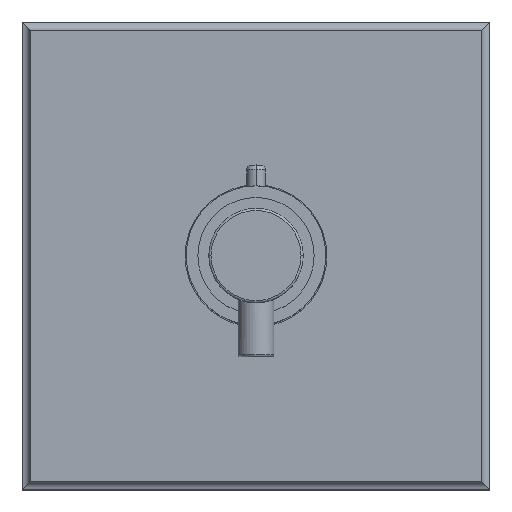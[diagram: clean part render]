
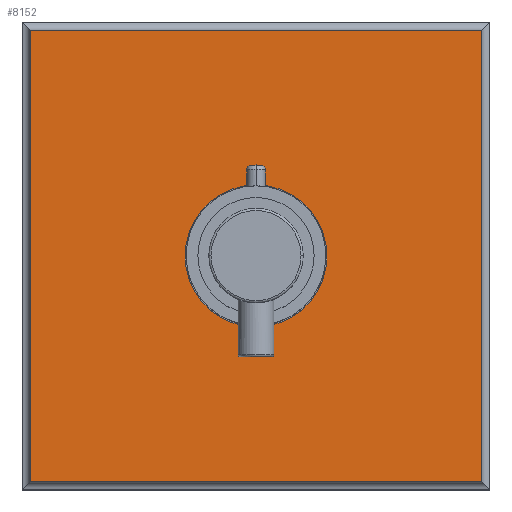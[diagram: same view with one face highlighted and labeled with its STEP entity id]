
A CAD part, top view. The second image highlights one B-rep face of the part: STEP entity #8152.
In plain terms, the highlighted planar face has unit normal (0, 0, 1).
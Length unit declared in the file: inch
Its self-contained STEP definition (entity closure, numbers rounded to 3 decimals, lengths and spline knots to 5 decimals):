
#1271=CARTESIAN_POINT('',(0.,0.,0.313));
#1272=DIRECTION('',(0.,0.,-1.));
#1273=DIRECTION('',(-1.,0.,0.));
#1274=AXIS2_PLACEMENT_3D('',#1271,#1272,#1273);
#1276=CARTESIAN_POINT('',(0.,0.,0.313));
#1277=DIRECTION('',(0.,0.,-1.));
#1278=DIRECTION('',(1.,0.,0.));
#1279=AXIS2_PLACEMENT_3D('',#1276,#1277,#1278);
#1281=DIRECTION('',(0.,-1.,0.));
#1282=VECTOR('',#1281,6.27);
#1283=CARTESIAN_POINT('',(-3.135,3.135,0.313));
#1284=LINE('',#1283,#1282);
#1285=DIRECTION('',(1.,0.,0.));
#1286=VECTOR('',#1285,6.27);
#1287=CARTESIAN_POINT('',(-3.135,-3.135,0.313));
#1288=LINE('',#1287,#1286);
#1310=DIRECTION('',(0.,1.,0.));
#1311=VECTOR('',#1310,6.27);
#1312=CARTESIAN_POINT('',(3.135,-3.135,0.313));
#1313=LINE('',#1312,#1311);
#1335=DIRECTION('',(-1.,0.,0.));
#1336=VECTOR('',#1335,6.27);
#1337=CARTESIAN_POINT('',(3.135,3.135,0.313));
#1338=LINE('',#1337,#1336);
#5140=CARTESIAN_POINT('',(-3.135,3.135,0.313));
#5141=CARTESIAN_POINT('',(-3.135,-3.135,0.313));
#5142=VERTEX_POINT('',#5140);
#5143=VERTEX_POINT('',#5141);
#5148=CARTESIAN_POINT('',(3.135,-3.135,0.313));
#5149=VERTEX_POINT('',#5148);
#5152=CARTESIAN_POINT('',(3.135,3.135,0.313));
#5153=VERTEX_POINT('',#5152);
#5160=CARTESIAN_POINT('',(-0.985,0.,0.313));
#5161=CARTESIAN_POINT('',(0.985,0.,0.313));
#5162=VERTEX_POINT('',#5160);
#5163=VERTEX_POINT('',#5161);
#8132=CARTESIAN_POINT('',(0.,0.,0.313));
#8133=DIRECTION('',(0.,0.,1.));
#8134=DIRECTION('',(1.,0.,0.));
#8135=AXIS2_PLACEMENT_3D('',#8132,#8133,#8134);
#8136=PLANE('',#8135);
#8138=ORIENTED_EDGE('',*,*,#8137,.F.);
#8140=ORIENTED_EDGE('',*,*,#8139,.F.);
#8142=ORIENTED_EDGE('',*,*,#8141,.F.);
#8144=ORIENTED_EDGE('',*,*,#8143,.F.);
#8145=EDGE_LOOP('',(#8138,#8140,#8142,#8144));
#8146=FACE_OUTER_BOUND('',#8145,.F.);
#8147=ORIENTED_EDGE('',*,*,#8122,.F.);
#8149=ORIENTED_EDGE('',*,*,#8148,.F.);
#8150=EDGE_LOOP('',(#8147,#8149));
#8151=FACE_BOUND('',#8150,.F.);
#8152=ADVANCED_FACE('',(#8146,#8151),#8136,.T.);
#1275=CIRCLE('',#1274,0.985);
#1280=CIRCLE('',#1279,0.985);
#8122=EDGE_CURVE('',#5162,#5163,#1275,.T.);
#8137=EDGE_CURVE('',#5142,#5143,#1284,.T.);
#8139=EDGE_CURVE('',#5153,#5142,#1338,.T.);
#8141=EDGE_CURVE('',#5149,#5153,#1313,.T.);
#8143=EDGE_CURVE('',#5143,#5149,#1288,.T.);
#8148=EDGE_CURVE('',#5163,#5162,#1280,.T.);
